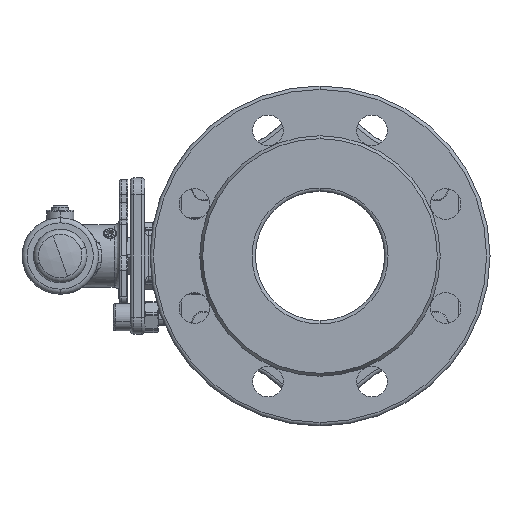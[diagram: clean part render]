
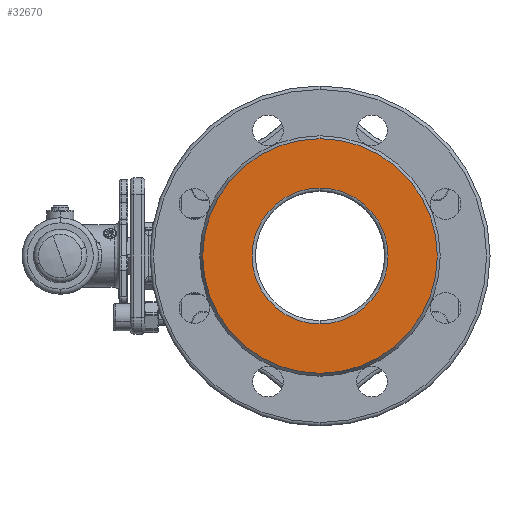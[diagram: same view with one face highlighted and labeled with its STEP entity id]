
A CAD part, left-side view. The second image highlights one B-rep face of the part: STEP entity #32670.
In plain terms, the highlighted planar face has unit normal (-1, 0, 0).
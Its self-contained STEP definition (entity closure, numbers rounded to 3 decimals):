
#1140 = CARTESIAN_POINT ( 'NONE',  ( -74.5, 0., 40. ) ) ;
#2020 = AXIS2_PLACEMENT_3D ( 'NONE', #6194, #11412, #8924 ) ;
#2185 = CARTESIAN_POINT ( 'NONE',  ( -74.5, 0., 0. ) ) ;
#2862 = CARTESIAN_POINT ( 'NONE',  ( -74.5, 0., 0. ) ) ;
#3041 = VERTEX_POINT ( 'NONE', #27121 ) ;
#3479 = VERTEX_POINT ( 'NONE', #1140 ) ;
#6069 = DIRECTION ( 'NONE',  ( 0., 0., -1. ) ) ;
#6194 = CARTESIAN_POINT ( 'NONE',  ( -74.5, 0., 0. ) ) ;
#6928 = EDGE_CURVE ( 'NONE', #7798, #27148, #25478, .T. ) ;
#7798 = VERTEX_POINT ( 'NONE', #34283 ) ;
#8195 = DIRECTION ( 'NONE',  ( 1., 0., 0. ) ) ;
#8924 = DIRECTION ( 'NONE',  ( 0., 0., -1. ) ) ;
#10390 = EDGE_LOOP ( 'NONE', ( #31607, #23883 ) ) ;
#11412 = DIRECTION ( 'NONE',  ( 1., 0., 0. ) ) ;
#15255 = ORIENTED_EDGE ( 'NONE', *, *, #34878, .T. ) ;
#15695 = DIRECTION ( 'NONE',  ( 1., 0., 0. ) ) ;
#17467 = DIRECTION ( 'NONE',  ( 1., 0., 0. ) ) ;
#17964 = PLANE ( 'NONE',  #32197 ) ;
#18486 = EDGE_LOOP ( 'NONE', ( #15255, #25158 ) ) ;
#22543 = AXIS2_PLACEMENT_3D ( 'NONE', #2185, #30232, #32841 ) ;
#23091 = AXIS2_PLACEMENT_3D ( 'NONE', #2862, #8195, #33391 ) ;
#23883 = ORIENTED_EDGE ( 'NONE', *, *, #36103, .F. ) ;
#24098 = EDGE_CURVE ( 'NONE', #3479, #3041, #30794, .T. ) ;
#25158 = ORIENTED_EDGE ( 'NONE', *, *, #24098, .T. ) ;
#25371 = AXIS2_PLACEMENT_3D ( 'NONE', #26925, #15695, #35446 ) ;
#25478 = CIRCLE ( 'NONE', #23091, 69. ) ;
#25954 = CARTESIAN_POINT ( 'NONE',  ( -74.5, -38., 0. ) ) ;
#26925 = CARTESIAN_POINT ( 'NONE',  ( -74.5, 0., 0. ) ) ;
#27103 = FACE_OUTER_BOUND ( 'NONE', #10390, .T. ) ;
#27121 = CARTESIAN_POINT ( 'NONE',  ( -74.5, 0., -40. ) ) ;
#27148 = VERTEX_POINT ( 'NONE', #36249 ) ;
#30232 = DIRECTION ( 'NONE',  ( 1., 0., 0. ) ) ;
#30794 = CIRCLE ( 'NONE', #2020, 40. ) ;
#31607 = ORIENTED_EDGE ( 'NONE', *, *, #6928, .F. ) ;
#31973 = CIRCLE ( 'NONE', #22543, 69. ) ;
#32197 = AXIS2_PLACEMENT_3D ( 'NONE', #25954, #17467, #6069 ) ;
#32670 = ADVANCED_FACE ( 'NONE', ( #34574, #27103 ), #17964, .F. ) ;
#32841 = DIRECTION ( 'NONE',  ( 0., 0., -1. ) ) ;
#33391 = DIRECTION ( 'NONE',  ( 0., 0., -1. ) ) ;
#34283 = CARTESIAN_POINT ( 'NONE',  ( -74.5, 0., -69. ) ) ;
#34574 = FACE_BOUND ( 'NONE', #18486, .T. ) ;
#34878 = EDGE_CURVE ( 'NONE', #3041, #3479, #35868, .T. ) ;
#35446 = DIRECTION ( 'NONE',  ( 0., 0., -1. ) ) ;
#35868 = CIRCLE ( 'NONE', #25371, 40. ) ;
#36103 = EDGE_CURVE ( 'NONE', #27148, #7798, #31973, .T. ) ;
#36249 = CARTESIAN_POINT ( 'NONE',  ( -74.5, 0., 69. ) ) ;
